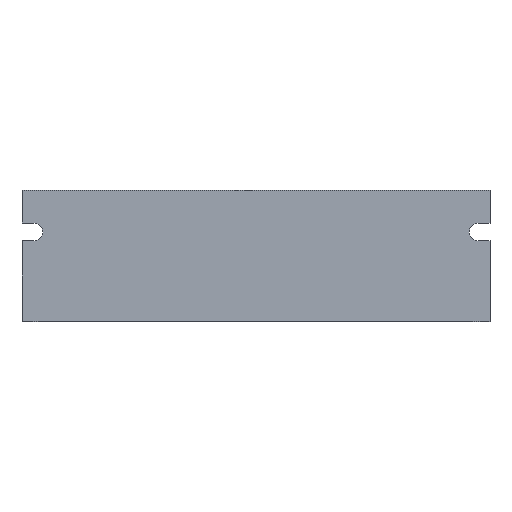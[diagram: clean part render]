
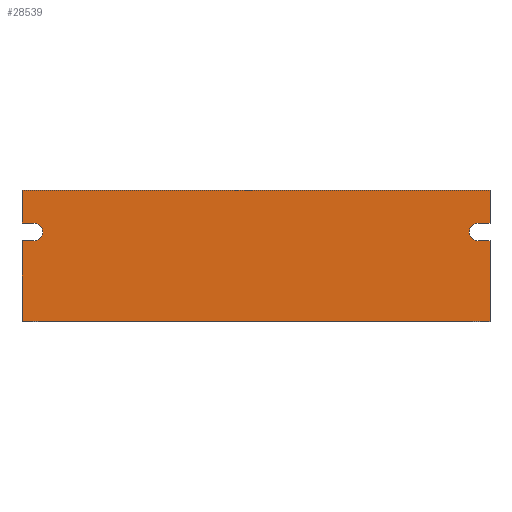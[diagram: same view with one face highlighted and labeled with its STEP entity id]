
A CAD part, top view. The second image highlights one B-rep face of the part: STEP entity #28539.
In plain terms, the highlighted face is planar.
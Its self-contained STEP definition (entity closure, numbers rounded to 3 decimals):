
#1958 = CARTESIAN_POINT ( 'NONE',  ( 59., 33., -75.5 ) ) ;
#1959 = DIRECTION ( 'NONE',  ( 0., 1., 0. ) ) ;
#1960 = VECTOR ( 'NONE', #1959, 1000. ) ;
#1961 = CARTESIAN_POINT ( 'NONE',  ( 59., 0., -75.5 ) ) ;
#1962 = LINE ( 'NONE', #1961, #1960 ) ;
#1964 = CARTESIAN_POINT ( 'NONE',  ( 59., 24.75, -75.5 ) ) ;
#1982 = LINE ( 'NONE', #2038, #2037 ) ;
#2035 = CARTESIAN_POINT ( 'NONE',  ( -59., 0., -75.5 ) ) ;
#2036 = DIRECTION ( 'NONE',  ( 0., 1., 0. ) ) ;
#2037 = VECTOR ( 'NONE', #2036, 1000. ) ;
#2038 = CARTESIAN_POINT ( 'NONE',  ( -59., 0., -75.5 ) ) ;
#2053 = CARTESIAN_POINT ( 'NONE',  ( -59., 20.25, -75.5 ) ) ;
#4611 = CARTESIAN_POINT ( 'NONE',  ( 59., 0., -75.5 ) ) ;
#4612 = LINE ( 'NONE', #4611, #4675 ) ;
#4617 = CARTESIAN_POINT ( 'NONE',  ( 59., 0., -75.5 ) ) ;
#4667 = DIRECTION ( 'NONE',  ( 1., 0., 0. ) ) ;
#4668 = DIRECTION ( 'NONE',  ( 0., 0., 1. ) ) ;
#4669 = CARTESIAN_POINT ( 'NONE',  ( 59., 0., -75.5 ) ) ;
#4670 = AXIS2_PLACEMENT_3D ( 'NONE', #4669, #4668, #4667 ) ;
#4671 = PLANE ( 'NONE',  #4670 ) ;
#4673 = FACE_OUTER_BOUND ( 'NONE', #28540, .T. ) ;
#4674 = DIRECTION ( 'NONE',  ( -1., 0., 0. ) ) ;
#4675 = VECTOR ( 'NONE', #4674, 1000. ) ;
#4732 = DIRECTION ( 'NONE',  ( -1., 0., 0. ) ) ;
#4733 = VECTOR ( 'NONE', #4732, 1000. ) ;
#4734 = CARTESIAN_POINT ( 'NONE',  ( 59., 33., -75.5 ) ) ;
#4735 = LINE ( 'NONE', #4734, #4733 ) ;
#4738 = DIRECTION ( 'NONE',  ( 1., 0., 0. ) ) ;
#4739 = DIRECTION ( 'NONE',  ( 0., 0., 1. ) ) ;
#4740 = CARTESIAN_POINT ( 'NONE',  ( 56., 22.5, -75.5 ) ) ;
#4741 = AXIS2_PLACEMENT_3D ( 'NONE', #4740, #4739, #4738 ) ;
#4742 = CIRCLE ( 'NONE', #4741, 2.25 ) ;
#4743 = CARTESIAN_POINT ( 'NONE',  ( 56., 24.75, -75.5 ) ) ;
#4744 = DIRECTION ( 'NONE',  ( -1., 0., 0. ) ) ;
#4745 = VECTOR ( 'NONE', #4744, 1000. ) ;
#4746 = CARTESIAN_POINT ( 'NONE',  ( 59., 24.75, -75.5 ) ) ;
#4747 = LINE ( 'NONE', #4746, #4745 ) ;
#4748 = CARTESIAN_POINT ( 'NONE',  ( -59., 33., -75.5 ) ) ;
#4749 = DIRECTION ( 'NONE',  ( 0., 1., 0. ) ) ;
#4750 = VECTOR ( 'NONE', #4749, 1000. ) ;
#4751 = CARTESIAN_POINT ( 'NONE',  ( -59., 0., -75.5 ) ) ;
#4752 = LINE ( 'NONE', #4751, #4750 ) ;
#4753 = CARTESIAN_POINT ( 'NONE',  ( -59., 24.75, -75.5 ) ) ;
#4754 = DIRECTION ( 'NONE',  ( -1., 0., 0. ) ) ;
#4755 = VECTOR ( 'NONE', #4754, 1000. ) ;
#4756 = CARTESIAN_POINT ( 'NONE',  ( 59., 24.75, -75.5 ) ) ;
#4757 = LINE ( 'NONE', #4756, #4755 ) ;
#4758 = DIRECTION ( 'NONE',  ( 1., 0., 0. ) ) ;
#4759 = DIRECTION ( 'NONE',  ( 0., 0., 1. ) ) ;
#4760 = CARTESIAN_POINT ( 'NONE',  ( -56., 22.5, -75.5 ) ) ;
#4761 = AXIS2_PLACEMENT_3D ( 'NONE', #4760, #4759, #4758 ) ;
#4762 = CIRCLE ( 'NONE', #4761, 2.25 ) ;
#4763 = CARTESIAN_POINT ( 'NONE',  ( -56., 20.25, -75.5 ) ) ;
#4764 = DIRECTION ( 'NONE',  ( 1., 0., 0. ) ) ;
#4765 = VECTOR ( 'NONE', #4764, 1000. ) ;
#4766 = CARTESIAN_POINT ( 'NONE',  ( 59., 20.25, -75.5 ) ) ;
#4767 = LINE ( 'NONE', #4766, #4765 ) ;
#4797 = DIRECTION ( 'NONE',  ( 0., 1., 0. ) ) ;
#4798 = VECTOR ( 'NONE', #4797, 1000. ) ;
#4799 = CARTESIAN_POINT ( 'NONE',  ( 59., 0., -75.5 ) ) ;
#4800 = LINE ( 'NONE', #4799, #4798 ) ;
#4801 = CARTESIAN_POINT ( 'NONE',  ( 59., 20.25, -75.5 ) ) ;
#4802 = DIRECTION ( 'NONE',  ( 1., 0., 0. ) ) ;
#4803 = VECTOR ( 'NONE', #4802, 1000. ) ;
#4804 = CARTESIAN_POINT ( 'NONE',  ( 59., 20.25, -75.5 ) ) ;
#4805 = LINE ( 'NONE', #4804, #4803 ) ;
#4806 = CARTESIAN_POINT ( 'NONE',  ( 56., 20.25, -75.5 ) ) ;
#24500 = EDGE_CURVE ( 'NONE', #24502, #24504, #53217, .T. ) ;
#24502 = VERTEX_POINT ( 'NONE', #53212 ) ;
#24504 = VERTEX_POINT ( 'NONE', #53205 ) ;
#26919 = VERTEX_POINT ( 'NONE', #1964 ) ;
#26922 = EDGE_CURVE ( 'NONE', #26919, #26923, #1962, .T. ) ;
#26923 = VERTEX_POINT ( 'NONE', #1958 ) ;
#26955 = EDGE_CURVE ( 'NONE', #26956, #26980, #1982, .T. ) ;
#26956 = VERTEX_POINT ( 'NONE', #2035 ) ;
#26980 = VERTEX_POINT ( 'NONE', #2053 ) ;
#28533 = VERTEX_POINT ( 'NONE', #4617 ) ;
#28538 = EDGE_CURVE ( 'NONE', #28533, #26956, #4612, .T. ) ;
#28539 = ADVANCED_FACE ( 'NONE', ( #4673 ), #4671, .F. ) ;
#28540 = EDGE_LOOP ( 'NONE', ( #28541, #28601, #28604, #28607, #28610, #28612, #28613, #28587, #28590, #28592, #28593, #28596, #28599 ) ) ;
#28541 = ORIENTED_EDGE ( 'NONE', *, *, #26922, .F. ) ;
#28574 = EDGE_CURVE ( 'NONE', #26923, #28598, #4735, .T. ) ;
#28587 = ORIENTED_EDGE ( 'NONE', *, *, #28588, .T. ) ;
#28588 = EDGE_CURVE ( 'NONE', #26980, #28589, #4767, .T. ) ;
#28589 = VERTEX_POINT ( 'NONE', #4763 ) ;
#28590 = ORIENTED_EDGE ( 'NONE', *, *, #28591, .T. ) ;
#28591 = EDGE_CURVE ( 'NONE', #28589, #24502, #4762, .T. ) ;
#28592 = ORIENTED_EDGE ( 'NONE', *, *, #24500, .T. ) ;
#28593 = ORIENTED_EDGE ( 'NONE', *, *, #28594, .T. ) ;
#28594 = EDGE_CURVE ( 'NONE', #24504, #28595, #4757, .T. ) ;
#28595 = VERTEX_POINT ( 'NONE', #4753 ) ;
#28596 = ORIENTED_EDGE ( 'NONE', *, *, #28597, .T. ) ;
#28597 = EDGE_CURVE ( 'NONE', #28595, #28598, #4752, .T. ) ;
#28598 = VERTEX_POINT ( 'NONE', #4748 ) ;
#28599 = ORIENTED_EDGE ( 'NONE', *, *, #28574, .F. ) ;
#28601 = ORIENTED_EDGE ( 'NONE', *, *, #28602, .T. ) ;
#28602 = EDGE_CURVE ( 'NONE', #26919, #28603, #4747, .T. ) ;
#28603 = VERTEX_POINT ( 'NONE', #4743 ) ;
#28604 = ORIENTED_EDGE ( 'NONE', *, *, #28605, .T. ) ;
#28605 = EDGE_CURVE ( 'NONE', #28603, #28606, #4742, .T. ) ;
#28606 = VERTEX_POINT ( 'NONE', #4806 ) ;
#28607 = ORIENTED_EDGE ( 'NONE', *, *, #28608, .T. ) ;
#28608 = EDGE_CURVE ( 'NONE', #28606, #28609, #4805, .T. ) ;
#28609 = VERTEX_POINT ( 'NONE', #4801 ) ;
#28610 = ORIENTED_EDGE ( 'NONE', *, *, #28611, .F. ) ;
#28611 = EDGE_CURVE ( 'NONE', #28533, #28609, #4800, .T. ) ;
#28612 = ORIENTED_EDGE ( 'NONE', *, *, #28538, .T. ) ;
#28613 = ORIENTED_EDGE ( 'NONE', *, *, #26955, .T. ) ;
#53205 = CARTESIAN_POINT ( 'NONE',  ( -56., 24.75, -75.5 ) ) ;
#53212 = CARTESIAN_POINT ( 'NONE',  ( -53.75, 22.5, -75.5 ) ) ;
#53213 = DIRECTION ( 'NONE',  ( 1., 0., 0. ) ) ;
#53214 = DIRECTION ( 'NONE',  ( 0., 0., 1. ) ) ;
#53215 = CARTESIAN_POINT ( 'NONE',  ( -56., 22.5, -75.5 ) ) ;
#53216 = AXIS2_PLACEMENT_3D ( 'NONE', #53215, #53214, #53213 ) ;
#53217 = CIRCLE ( 'NONE', #53216, 2.25 ) ;
